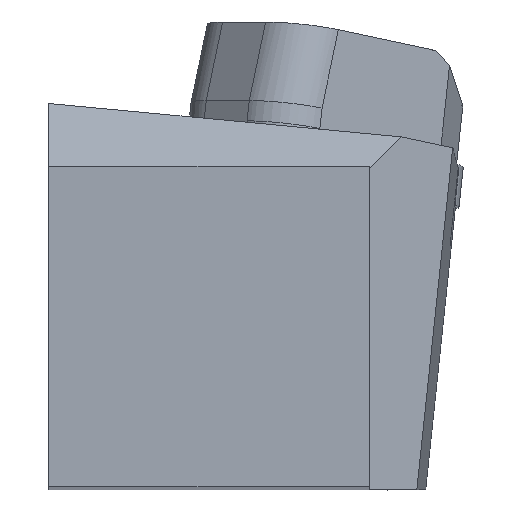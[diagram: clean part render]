
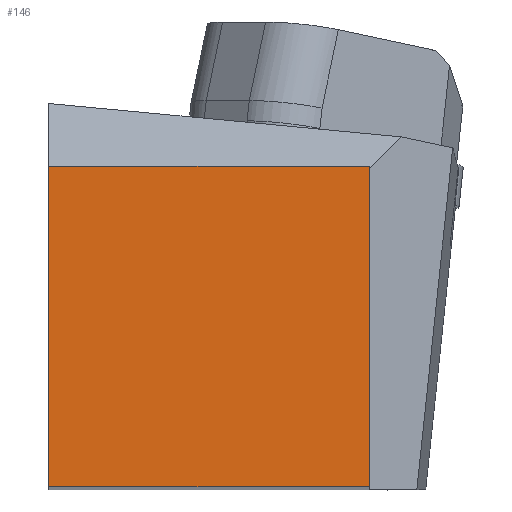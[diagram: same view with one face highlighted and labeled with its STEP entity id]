
A CAD part, top view. The second image highlights one B-rep face of the part: STEP entity #146.
In plain terms, the highlighted face is planar.
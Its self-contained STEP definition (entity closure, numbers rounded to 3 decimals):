
#146=ADVANCED_FACE('',(#213),#185,.T.);
#185=PLANE('',#851);
#213=FACE_OUTER_BOUND('',#249,.T.);
#249=EDGE_LOOP('',(#298,#299,#300,#301));
#298=ORIENTED_EDGE('',*,*,#543,.F.);
#299=ORIENTED_EDGE('',*,*,#544,.T.);
#300=ORIENTED_EDGE('',*,*,#545,.F.);
#301=ORIENTED_EDGE('',*,*,#538,.F.);
#476=VERTEX_POINT('',#1117);
#477=VERTEX_POINT('',#1118);
#480=VERTEX_POINT('',#1127);
#481=VERTEX_POINT('',#1129);
#538=EDGE_CURVE('',#476,#477,#630,.T.);
#543=EDGE_CURVE('',#480,#476,#635,.T.);
#544=EDGE_CURVE('',#480,#481,#636,.T.);
#545=EDGE_CURVE('',#477,#481,#637,.T.);
#630=LINE('',#1116,#703);
#635=LINE('',#1126,#708);
#636=LINE('',#1128,#709);
#637=LINE('',#1130,#710);
#703=VECTOR('',#918,1.);
#708=VECTOR('',#925,1.);
#709=VECTOR('',#926,1.);
#710=VECTOR('',#927,1.);
#851=AXIS2_PLACEMENT_3D('',#1131,#928,#929);
#918=DIRECTION('',(0.,0.,1.));
#925=DIRECTION('',(1.,0.,0.));
#926=DIRECTION('',(0.,0.,1.));
#927=DIRECTION('',(-1.,0.,0.));
#928=DIRECTION('',(0.,1.,0.));
#929=DIRECTION('',(0.,0.,1.));
#1116=CARTESIAN_POINT('',(-29.042,147.842,-0.328));
#1117=CARTESIAN_POINT('',(-29.042,147.842,-25.417));
#1118=CARTESIAN_POINT('',(-29.042,147.842,-0.517));
#1126=CARTESIAN_POINT('',(-61.242,147.842,-25.417));
#1127=CARTESIAN_POINT('',(-53.942,147.842,-25.417));
#1128=CARTESIAN_POINT('',(-53.942,147.842,-0.328));
#1129=CARTESIAN_POINT('',(-53.942,147.842,-0.517));
#1130=CARTESIAN_POINT('',(-30.621,147.842,-0.517));
#1131=CARTESIAN_POINT('',(-61.242,147.842,-0.328));
